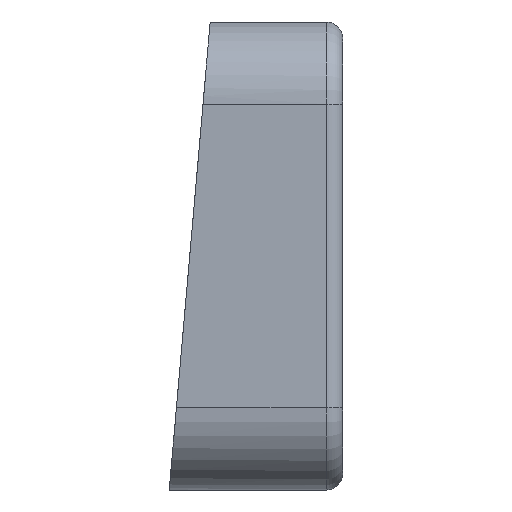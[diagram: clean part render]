
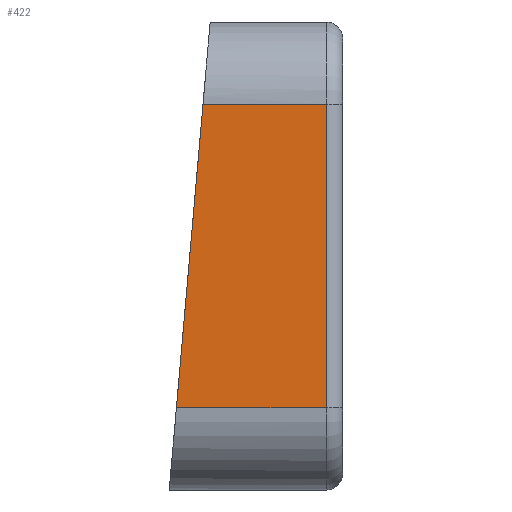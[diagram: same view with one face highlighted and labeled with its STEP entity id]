
A CAD part, left-side view. The second image highlights one B-rep face of the part: STEP entity #422.
In plain terms, the highlighted planar face has unit normal (-1, 0, 0).
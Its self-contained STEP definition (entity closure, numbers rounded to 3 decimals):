
#26=PLANE('',#484);
#56=FACE_OUTER_BOUND('',#86,.T.);
#86=EDGE_LOOP('',(#337,#338,#339,#340));
#112=LINE('',#692,#138);
#116=LINE('',#713,#142);
#122=LINE('',#733,#148);
#123=LINE('',#734,#149);
#138=VECTOR('',#548,1.);
#142=VECTOR('',#574,1.);
#148=VECTOR('',#596,1.);
#149=VECTOR('',#597,1.);
#193=VERTEX_POINT('',#682);
#195=VERTEX_POINT('',#688);
#202=VERTEX_POINT('',#711);
#208=VERTEX_POINT('',#732);
#236=EDGE_CURVE('',#193,#195,#112,.T.);
#247=EDGE_CURVE('',#202,#193,#116,.T.);
#256=EDGE_CURVE('',#208,#202,#122,.T.);
#257=EDGE_CURVE('',#195,#208,#123,.T.);
#337=ORIENTED_EDGE('',*,*,#236,.F.);
#338=ORIENTED_EDGE('',*,*,#247,.F.);
#339=ORIENTED_EDGE('',*,*,#256,.F.);
#340=ORIENTED_EDGE('',*,*,#257,.F.);
#422=ADVANCED_FACE('',(#56),#26,.F.);
#484=AXIS2_PLACEMENT_3D('',#731,#594,#595);
#548=DIRECTION('',(0.,0.,-1.));
#574=DIRECTION('',(0.,-1.,0.));
#594=DIRECTION('center_axis',(1.,0.,0.));
#595=DIRECTION('ref_axis',(0.,0.,-1.));
#596=DIRECTION('',(0.,-0.087,0.996));
#597=DIRECTION('',(0.,1.,0.));
#682=CARTESIAN_POINT('',(-229.814,42.59,-422.834));
#688=CARTESIAN_POINT('',(-229.814,42.59,-441.334));
#692=CARTESIAN_POINT('',(-229.814,42.59,-424.959));
#711=CARTESIAN_POINT('',(-229.814,50.101,-422.834));
#713=CARTESIAN_POINT('',(-229.814,41.59,-422.834));
#731=CARTESIAN_POINT('Origin',(-229.814,41.59,-417.834));
#732=CARTESIAN_POINT('',(-229.814,51.72,-441.334));
#733=CARTESIAN_POINT('',(-229.814,49.377,-414.561));
#734=CARTESIAN_POINT('',(-229.814,41.59,-441.334));
